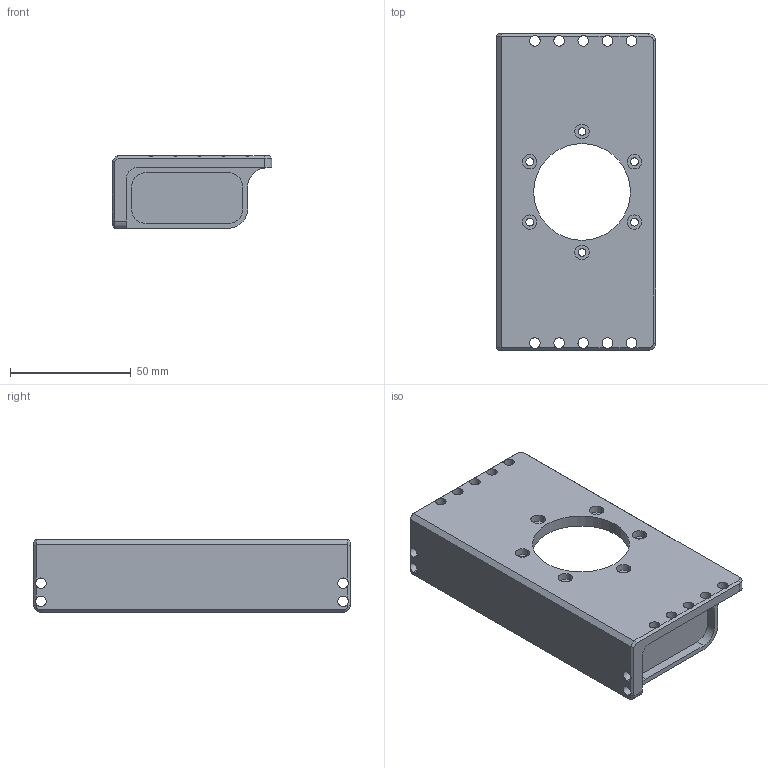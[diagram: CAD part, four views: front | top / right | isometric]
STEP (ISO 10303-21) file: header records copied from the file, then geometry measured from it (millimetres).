
FILE_DESCRIPTION (( 'STEP AP214' ), '1' );
FILE_NAME ('潛基.STEP', '2025-04-21T11:07:09', ( 'Windows User' ), ( 'P R C' ), 'SwSTEP 2.0', 'SolidWorks 2020', '' );
FILE_SCHEMA (( 'AUTOMOTIVE_DESIGN' ));
Length unit declared in the file: millimetre
Products named in the file (1): 潛基
Bounding box: 66 x 131 x 30 mm (x, y, z)
Volume: 62973.7 mm3; surface area: 30389.9 mm2
Topology: 1 solids, 1 shells, 119 faces, 357 edges, 234 vertices
Faces by surface type: cylinder 74, plane 41, cone 4
Entity records: 4199 total; most frequent: CARTESIAN_POINT 753, DIRECTION 749, ORIENTED_EDGE 714, EDGE_CURVE 357, AXIS2_PLACEMENT_3D 286, VERTEX_POINT 234, VECTOR 177, LINE 177
